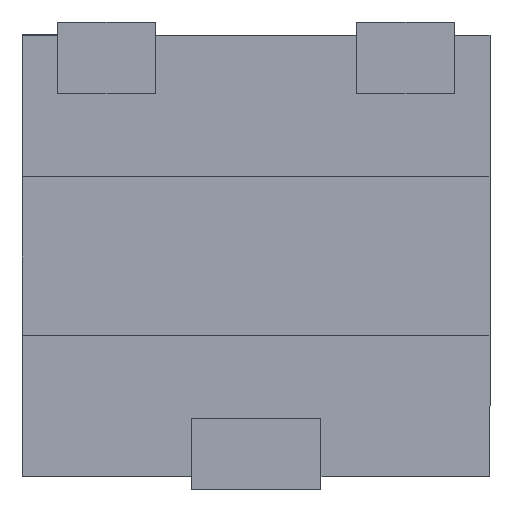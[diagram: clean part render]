
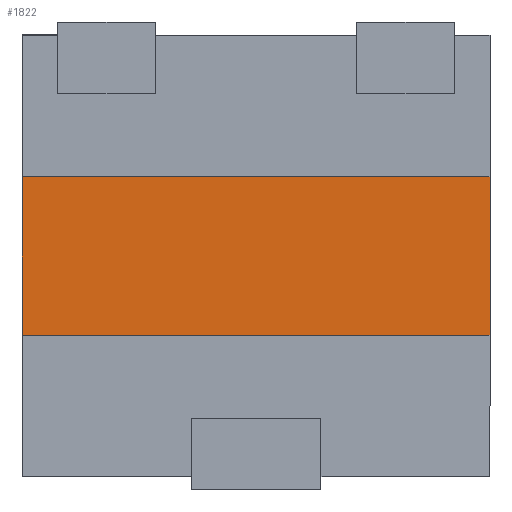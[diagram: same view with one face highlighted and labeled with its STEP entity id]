
A CAD part, front view. The second image highlights one B-rep face of the part: STEP entity #1822.
In plain terms, the highlighted planar face has unit normal (0, -1, 0).
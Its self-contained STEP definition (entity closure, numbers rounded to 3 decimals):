
#160 = PLANE ( 'NONE',  #259 ) ;
#208 = CARTESIAN_POINT ( 'NONE',  ( -1.8, 0., 0.609 ) ) ;
#259 = AXIS2_PLACEMENT_3D ( 'NONE', #1971, #2249, #1201 ) ;
#513 = LINE ( 'NONE', #2062, #2939 ) ;
#978 = CARTESIAN_POINT ( 'NONE',  ( -5.695, 0., -0.609 ) ) ;
#1013 = CARTESIAN_POINT ( 'NONE',  ( -1.8, 0., 0.609 ) ) ;
#1118 = CARTESIAN_POINT ( 'NONE',  ( 1.8, 0., 0.609 ) ) ;
#1135 = LINE ( 'NONE', #1118, #2248 ) ;
#1201 = DIRECTION ( 'NONE',  ( 0., 0., -1. ) ) ;
#1576 = VECTOR ( 'NONE', #2283, 1000. ) ;
#1647 = ORIENTED_EDGE ( 'NONE', *, *, #1801, .T. ) ;
#1772 = CARTESIAN_POINT ( 'NONE',  ( 1.8, 0., 0.609 ) ) ;
#1774 = FACE_OUTER_BOUND ( 'NONE', #2536, .T. ) ;
#1801 = EDGE_CURVE ( 'NONE', #2544, #2542, #3073, .T. ) ;
#1822 = ADVANCED_FACE ( 'NONE', ( #1774 ), #160, .T. ) ;
#1884 = VECTOR ( 'NONE', #2320, 1000. ) ;
#1971 = CARTESIAN_POINT ( 'NONE',  ( -5.695, 0., 0.609 ) ) ;
#1976 = EDGE_CURVE ( 'NONE', #2762, #2542, #1135, .T. ) ;
#2062 = CARTESIAN_POINT ( 'NONE',  ( -5.695, 0., 0.609 ) ) ;
#2248 = VECTOR ( 'NONE', #2900, 1000. ) ;
#2249 = DIRECTION ( 'NONE',  ( 0., -1., 0. ) ) ;
#2283 = DIRECTION ( 'NONE',  ( 0., 0., 1. ) ) ;
#2295 = VERTEX_POINT ( 'NONE', #1013 ) ;
#2314 = EDGE_CURVE ( 'NONE', #2295, #2762, #513, .T. ) ;
#2320 = DIRECTION ( 'NONE',  ( 1., 0., 0. ) ) ;
#2359 = EDGE_CURVE ( 'NONE', #2544, #2295, #2530, .T. ) ;
#2530 = LINE ( 'NONE', #208, #1576 ) ;
#2536 = EDGE_LOOP ( 'NONE', ( #3050, #1647, #3272, #3009 ) ) ;
#2542 = VERTEX_POINT ( 'NONE', #3010 ) ;
#2544 = VERTEX_POINT ( 'NONE', #3257 ) ;
#2757 = DIRECTION ( 'NONE',  ( 1., 0., 0. ) ) ;
#2762 = VERTEX_POINT ( 'NONE', #1772 ) ;
#2900 = DIRECTION ( 'NONE',  ( 0., 0., -1. ) ) ;
#2939 = VECTOR ( 'NONE', #2757, 1000. ) ;
#3009 = ORIENTED_EDGE ( 'NONE', *, *, #2314, .F. ) ;
#3010 = CARTESIAN_POINT ( 'NONE',  ( 1.8, 0., -0.609 ) ) ;
#3050 = ORIENTED_EDGE ( 'NONE', *, *, #2359, .F. ) ;
#3073 = LINE ( 'NONE', #978, #1884 ) ;
#3257 = CARTESIAN_POINT ( 'NONE',  ( -1.8, 0., -0.609 ) ) ;
#3272 = ORIENTED_EDGE ( 'NONE', *, *, #1976, .F. ) ;
